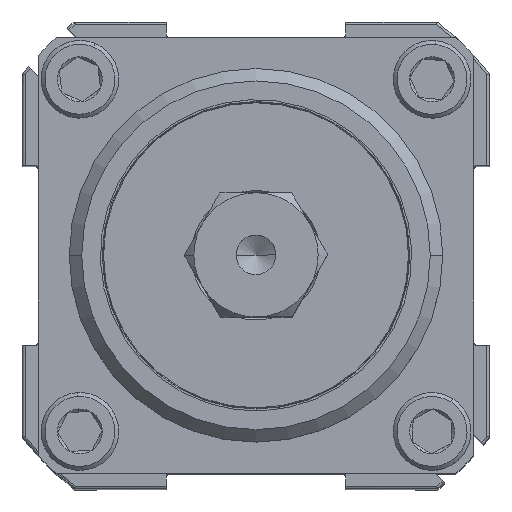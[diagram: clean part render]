
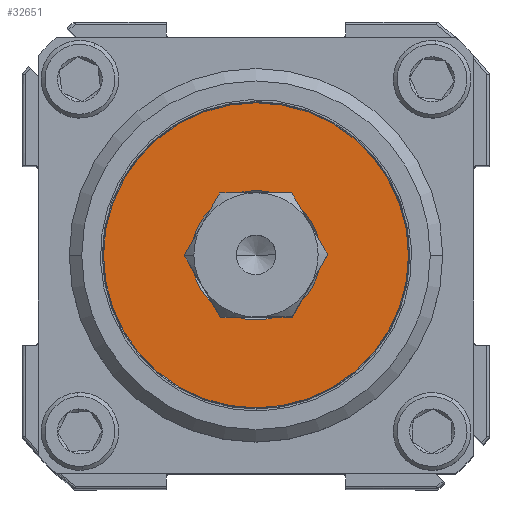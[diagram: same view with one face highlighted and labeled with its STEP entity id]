
A CAD part, top view. The second image highlights one B-rep face of the part: STEP entity #32651.
In plain terms, the highlighted face is planar.
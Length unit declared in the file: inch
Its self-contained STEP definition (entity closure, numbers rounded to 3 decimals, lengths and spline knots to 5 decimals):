
#2 = AXIS2_PLACEMENT_3D ( 'NONE', #7864, #33801, #11589 ) ;
#599 = ORIENTED_EDGE ( 'NONE', *, *, #43383, .T. ) ;
#961 = CIRCLE ( 'NONE', #2, 0.615 ) ;
#1979 = VERTEX_POINT ( 'NONE', #19139 ) ;
#2662 = DIRECTION ( 'NONE',  ( -1., 0., 0. ) ) ;
#3537 = EDGE_LOOP ( 'NONE', ( #21708, #41801 ) ) ;
#3759 = AXIS2_PLACEMENT_3D ( 'NONE', #24511, #17223, #43141 ) ;
#3778 = DIRECTION ( 'NONE',  ( 0., 0., -1. ) ) ;
#6613 = AXIS2_PLACEMENT_3D ( 'NONE', #26015, #3778, #29723 ) ;
#6885 = CIRCLE ( 'NONE', #6613, 0.615 ) ;
#7864 = CARTESIAN_POINT ( 'NONE',  ( -0.34888, 0.23787, 0. ) ) ;
#8598 = ORIENTED_EDGE ( 'NONE', *, *, #30116, .T. ) ;
#8643 = EDGE_LOOP ( 'NONE', ( #8598, #599 ) ) ;
#9346 = AXIS2_PLACEMENT_3D ( 'NONE', #47128, #24913, #2662 ) ;
#9529 = CIRCLE ( 'NONE', #9346, 0.26 ) ;
#10984 = EDGE_CURVE ( 'NONE', #1979, #29686, #24769, .T. ) ;
#11589 = DIRECTION ( 'NONE',  ( -1., 0., 0. ) ) ;
#13534 = EDGE_CURVE ( 'NONE', #29686, #1979, #9529, .T. ) ;
#16997 = CARTESIAN_POINT ( 'NONE',  ( -0.34888, 0.23787, 0. ) ) ;
#17223 = DIRECTION ( 'NONE',  ( 0., 0., -1. ) ) ;
#18592 = AXIS2_PLACEMENT_3D ( 'NONE', #16997, #42911, #20687 ) ;
#19139 = CARTESIAN_POINT ( 'NONE',  ( -0.60888, 0.23787, 0. ) ) ;
#19360 = FACE_BOUND ( 'NONE', #3537, .T. ) ;
#19914 = VERTEX_POINT ( 'NONE', #32061 ) ;
#20687 = DIRECTION ( 'NONE',  ( -1., 0., 0. ) ) ;
#21708 = ORIENTED_EDGE ( 'NONE', *, *, #10984, .T. ) ;
#24109 = CARTESIAN_POINT ( 'NONE',  ( -0.08888, 0.23787, 0. ) ) ;
#24511 = CARTESIAN_POINT ( 'NONE',  ( -0.34888, 0.23787, 0. ) ) ;
#24769 = CIRCLE ( 'NONE', #18592, 0.26 ) ;
#24913 = DIRECTION ( 'NONE',  ( 0., 0., 1. ) ) ;
#26015 = CARTESIAN_POINT ( 'NONE',  ( -0.34888, 0.23787, 0. ) ) ;
#28044 = FACE_OUTER_BOUND ( 'NONE', #8643, .T. ) ;
#28218 = PLANE ( 'NONE',  #3759 ) ;
#29686 = VERTEX_POINT ( 'NONE', #24109 ) ;
#29723 = DIRECTION ( 'NONE',  ( -1., 0., 0. ) ) ;
#30116 = EDGE_CURVE ( 'NONE', #44543, #19914, #961, .T. ) ;
#32061 = CARTESIAN_POINT ( 'NONE',  ( -0.96388, 0.23787, 0. ) ) ;
#32651 = ADVANCED_FACE ( 'NONE', ( #19360, #28044 ), #28218, .T. ) ;
#33801 = DIRECTION ( 'NONE',  ( 0., 0., -1. ) ) ;
#40007 = CARTESIAN_POINT ( 'NONE',  ( 0.26612, 0.23787, 0. ) ) ;
#41801 = ORIENTED_EDGE ( 'NONE', *, *, #13534, .T. ) ;
#42911 = DIRECTION ( 'NONE',  ( 0., 0., 1. ) ) ;
#43141 = DIRECTION ( 'NONE',  ( 0., -1., 0. ) ) ;
#43383 = EDGE_CURVE ( 'NONE', #19914, #44543, #6885, .T. ) ;
#44543 = VERTEX_POINT ( 'NONE', #40007 ) ;
#47128 = CARTESIAN_POINT ( 'NONE',  ( -0.34888, 0.23787, 0. ) ) ;
